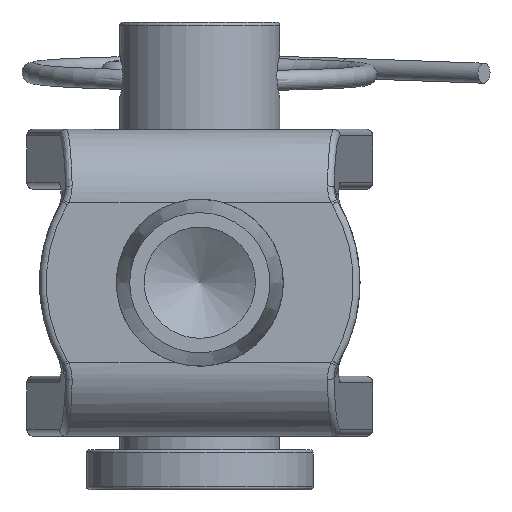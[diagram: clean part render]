
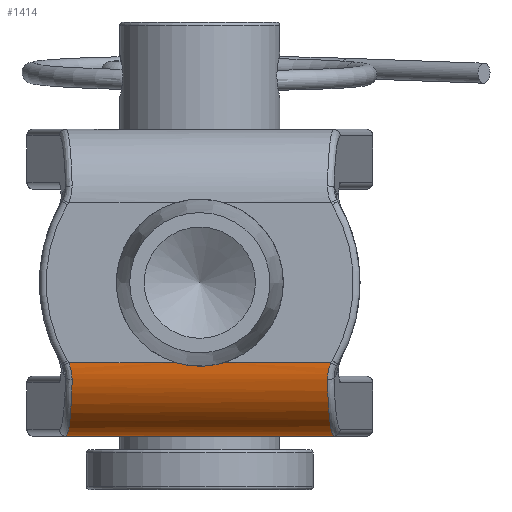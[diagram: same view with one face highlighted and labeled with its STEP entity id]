
A CAD part, front view. The second image highlights one B-rep face of the part: STEP entity #1414.
In plain terms, the highlighted cylindrical face has radius 5.5 mm (diameter 11 mm), a partial arc.
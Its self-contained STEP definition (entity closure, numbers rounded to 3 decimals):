
#17=ELLIPSE($,#1518,5.521,5.5);
#19=ELLIPSE($,#1528,5.521,5.5);
#65=LINE($,#2165,#97);
#66=LINE($,#2168,#98);
#69=LINE($,#2197,#101);
#80=LINE($,#2252,#112);
#97=VECTOR($,#1692,3.5);
#98=VECTOR($,#1695,8.069);
#101=VECTOR($,#1704,8.069);
#112=VECTOR($,#1757,20.047);
#235=FACE_OUTER_BOUND($,#505,.T.);
#262=CYLINDRICAL_SURFACE($,#1594,5.5);
#505=EDGE_LOOP($,(#1190,#1191,#1192,#1193,#1194,#1195,#1196,#1197));
#525=B_SPLINE_CURVE_WITH_KNOTS($,3,(#2443,#2444,#2445,#2446),
 .UNSPECIFIED.,.F.,.F.,(4,4),(0.018,0.136),
 .UNSPECIFIED.);
#528=B_SPLINE_CURVE_WITH_KNOTS($,3,(#2550,#2551,#2552,#2553),
 .UNSPECIFIED.,.F.,.F.,(4,4),(0.,0.118),.UNSPECIFIED.);
#573=VERTEX_POINT($,#2154);
#575=VERTEX_POINT($,#2158);
#576=VERTEX_POINT($,#2167);
#583=VERTEX_POINT($,#2192);
#604=VERTEX_POINT($,#2248);
#606=VERTEX_POINT($,#2251);
#621=VERTEX_POINT($,#2442);
#627=VERTEX_POINT($,#2519);
#695=EDGE_CURVE($,#573,#575,#65,.T.);
#696=EDGE_CURVE($,#576,#573,#66,.T.);
#705=EDGE_CURVE($,#575,#583,#69,.T.);
#727=EDGE_CURVE($,#606,#604,#80,.T.);
#754=EDGE_CURVE($,#576,#621,#525,.T.);
#759=EDGE_CURVE($,#621,#604,#17,.T.);
#768=EDGE_CURVE($,#606,#627,#19,.T.);
#771=EDGE_CURVE($,#627,#583,#528,.T.);
#1190=ORIENTED_EDGE($,*,*,#754,.F.);
#1191=ORIENTED_EDGE($,*,*,#696,.T.);
#1192=ORIENTED_EDGE($,*,*,#695,.T.);
#1193=ORIENTED_EDGE($,*,*,#705,.T.);
#1194=ORIENTED_EDGE($,*,*,#771,.F.);
#1195=ORIENTED_EDGE($,*,*,#768,.F.);
#1196=ORIENTED_EDGE($,*,*,#727,.T.);
#1197=ORIENTED_EDGE($,*,*,#759,.F.);
#1414=ADVANCED_FACE($,(#235),#262,.T.);
#1518=AXIS2_PLACEMENT_3D($,#2481,#1811,#1812);
#1528=AXIS2_PLACEMENT_3D($,#2523,#1833,#1834);
#1594=AXIS2_PLACEMENT_3D($,#3106,#1975,#1976);
#1692=DIRECTION($,(-1.,0.,0.));
#1695=DIRECTION($,(-1.,0.,0.));
#1704=DIRECTION($,(-1.,0.,0.));
#1757=DIRECTION($,(1.,0.,0.));
#1811=DIRECTION('center_axis',(0.996,-0.087,0.));
#1812=DIRECTION('ref_axis',(-0.087,-0.996,0.));
#1833=DIRECTION('center_axis',(-0.996,-0.087,0.));
#1834=DIRECTION('ref_axis',(0.087,-0.996,0.));
#1975=DIRECTION('center_axis',(1.,0.,0.));
#1976=DIRECTION('ref_axis',(0.,-0.707,-0.707));
#2154=CARTESIAN_POINT('',(1.75,-32.,5.5));
#2158=CARTESIAN_POINT('',(-1.75,-32.,5.5));
#2165=CARTESIAN_POINT($,(5.,-32.,5.5));
#2167=CARTESIAN_POINT('',(9.819,-32.,5.5));
#2168=CARTESIAN_POINT($,(5.,-32.,5.5));
#2192=CARTESIAN_POINT('',(-9.819,-32.,5.5));
#2197=CARTESIAN_POINT($,(5.,-32.,5.5));
#2248=CARTESIAN_POINT('',(10.024,-26.5,0.));
#2251=CARTESIAN_POINT('',(-10.024,-26.5,0.));
#2252=CARTESIAN_POINT($,(5.,-26.5,0.));
#2442=CARTESIAN_POINT('',(9.558,-31.857,4.254));
#2443=CARTESIAN_POINT('Ctrl Pts',(9.819,-32.,5.5));
#2444=CARTESIAN_POINT('Ctrl Pts',(9.642,-32.,5.112));
#2445=CARTESIAN_POINT('Ctrl Pts',(9.549,-31.955,4.675));
#2446=CARTESIAN_POINT('Ctrl Pts',(9.558,-31.857,4.254));
#2481=CARTESIAN_POINT('Origin',(10.024,-26.5,5.5));
#2519=CARTESIAN_POINT('',(-9.558,-31.857,4.254));
#2523=CARTESIAN_POINT('Origin',(-10.024,-26.5,5.5));
#2550=CARTESIAN_POINT('Ctrl Pts',(-9.558,-31.857,4.254));
#2551=CARTESIAN_POINT('Ctrl Pts',(-9.549,-31.955,4.675));
#2552=CARTESIAN_POINT('Ctrl Pts',(-9.642,-32.,5.112));
#2553=CARTESIAN_POINT('Ctrl Pts',(-9.819,-32.,5.5));
#3106=CARTESIAN_POINT('Origin',(5.,-26.5,5.5));
